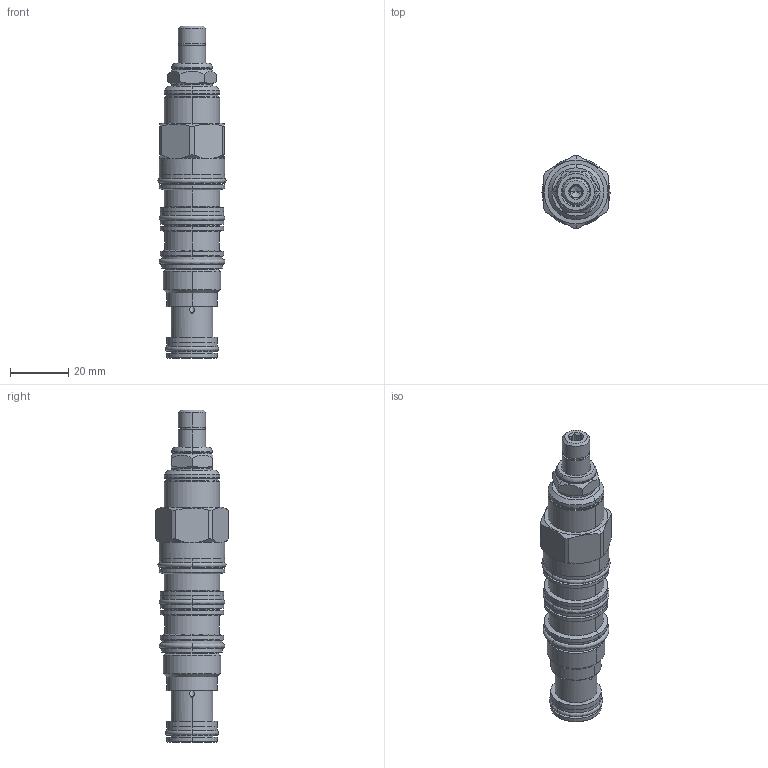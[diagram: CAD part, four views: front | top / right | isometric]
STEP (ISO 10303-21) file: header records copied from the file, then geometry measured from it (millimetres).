
FILE_DESCRIPTION((''),'2;1');
FILE_NAME('DRAY-LAN_PRT','2015-03-16T',('Administrator'),(''),'PRO/ENGINEER BY PARAMETRIC TECHNOLOGY CORPORATION, 2006240','PRO/ENGINEER BY PARAMETRIC TECHNOLOGY CORPORATION, 2006240','');
FILE_SCHEMA(('CONFIG_CONTROL_DESIGN'));
Length unit declared in the file: inch
Products named in the file (1): DRAY-LAN_PRT
Bounding box: 23.29 x 24.84 x 113.56 mm (x, y, z)
Volume: 30254.5 mm3; surface area: 10242.1 mm2
Topology: 5 solids, 5 shells, 234 faces, 528 edges, 319 vertices
Faces by surface type: cylinder 79, plane 64, cone 42, torus 33, revolution 16
Entity records: 8400 total; most frequent: CARTESIAN_POINT 3069, DIRECTION 1174, ORIENTED_EDGE 1052, EDGE_CURVE 526, AXIS2_PLACEMENT_3D 498, VERTEX_POINT 319, CIRCLE 280, EDGE_LOOP 259
